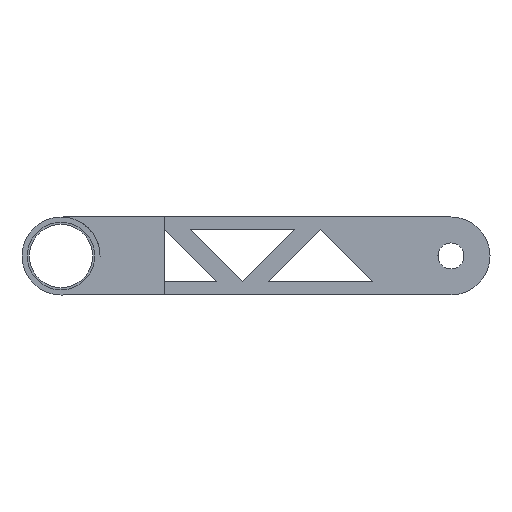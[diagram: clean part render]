
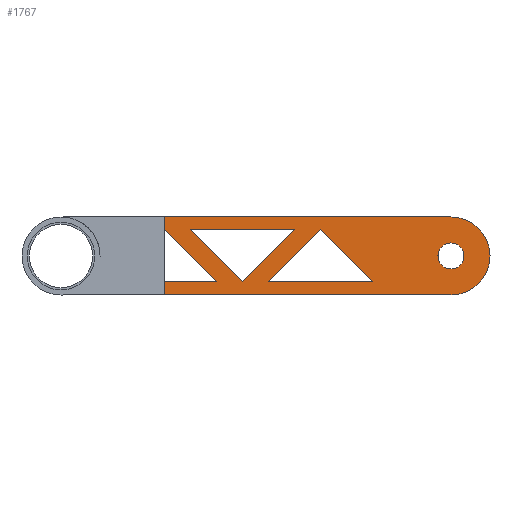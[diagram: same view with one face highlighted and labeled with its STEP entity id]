
A CAD part, left-side view. The second image highlights one B-rep face of the part: STEP entity #1767.
In plain terms, the highlighted planar face has unit normal (-1, 0, 0).
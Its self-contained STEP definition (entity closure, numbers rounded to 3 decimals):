
#6 = VERTEX_POINT ( 'NONE', #2003 ) ;
#8 = DIRECTION ( 'NONE',  ( 0., 0., -1. ) ) ;
#16 = VERTEX_POINT ( 'NONE', #171 ) ;
#48 = EDGE_CURVE ( 'NONE', #6, #2074, #1752, .T. ) ;
#60 = EDGE_CURVE ( 'NONE', #2074, #16, #154, .T. ) ;
#118 = CARTESIAN_POINT ( 'NONE',  ( 0., 35., 35. ) ) ;
#154 = CIRCLE ( 'NONE', #1530, 15. ) ;
#155 = EDGE_CURVE ( 'NONE', #1154, #2061, #1910, .T. ) ;
#171 = CARTESIAN_POINT ( 'NONE',  ( 0., 0., -15. ) ) ;
#193 = LINE ( 'NONE', #872, #196 ) ;
#196 = VECTOR ( 'NONE', #1375, 1000. ) ;
#236 = ORIENTED_EDGE ( 'NONE', *, *, #48, .F. ) ;
#240 = CARTESIAN_POINT ( 'NONE',  ( 0., 0., 15. ) ) ;
#263 = LINE ( 'NONE', #118, #1499 ) ;
#264 = CARTESIAN_POINT ( 'NONE',  ( 0., 0., 15. ) ) ;
#277 = PLANE ( 'NONE',  #1751 ) ;
#284 = CARTESIAN_POINT ( 'NONE',  ( 0., 50., -50. ) ) ;
#302 = LINE ( 'NONE', #1280, #1733 ) ;
#305 = DIRECTION ( 'NONE',  ( 1., 0., 0. ) ) ;
#307 = DIRECTION ( 'NONE',  ( 0., 0., -1. ) ) ;
#338 = VECTOR ( 'NONE', #1480, 1000. ) ;
#357 = DIRECTION ( 'NONE',  ( 0., -0.707, -0.707 ) ) ;
#374 = CARTESIAN_POINT ( 'NONE',  ( 0., 30., -10. ) ) ;
#392 = DIRECTION ( 'NONE',  ( 0., -1., 0. ) ) ;
#407 = ORIENTED_EDGE ( 'NONE', *, *, #1520, .T. ) ;
#419 = ORIENTED_EDGE ( 'NONE', *, *, #1344, .F. ) ;
#442 = CARTESIAN_POINT ( 'NONE',  ( 0., 90., -10. ) ) ;
#462 = VERTEX_POINT ( 'NONE', #2005 ) ;
#480 = VERTEX_POINT ( 'NONE', #841 ) ;
#491 = FACE_BOUND ( 'NONE', #1843, .T. ) ;
#534 = EDGE_CURVE ( 'NONE', #1257, #1838, #631, .T. ) ;
#560 = CARTESIAN_POINT ( 'NONE',  ( 0., 0., -10. ) ) ;
#585 = LINE ( 'NONE', #284, #1180 ) ;
#605 = ORIENTED_EDGE ( 'NONE', *, *, #1212, .F. ) ;
#616 = DIRECTION ( 'NONE',  ( 0., -1., 0. ) ) ;
#624 = DIRECTION ( 'NONE',  ( 0., 0.707, -0.707 ) ) ;
#631 = LINE ( 'NONE', #1820, #2161 ) ;
#736 = EDGE_LOOP ( 'NONE', ( #1653, #987 ) ) ;
#746 = DIRECTION ( 'NONE',  ( 1., 0., 0. ) ) ;
#750 = VECTOR ( 'NONE', #1041, 1000. ) ;
#760 = EDGE_CURVE ( 'NONE', #1055, #1082, #263, .T. ) ;
#814 = CARTESIAN_POINT ( 'NONE',  ( 0., 0., 0. ) ) ;
#832 = LINE ( 'NONE', #1131, #2165 ) ;
#840 = EDGE_CURVE ( 'NONE', #1645, #462, #832, .T. ) ;
#841 = CARTESIAN_POINT ( 'NONE',  ( 0., 100., 10. ) ) ;
#849 = DIRECTION ( 'NONE',  ( 1., 0., 0. ) ) ;
#852 = DIRECTION ( 'NONE',  ( 1., 0., 0. ) ) ;
#856 = ORIENTED_EDGE ( 'NONE', *, *, #1809, .T. ) ;
#872 = CARTESIAN_POINT ( 'NONE',  ( 0., 110., 0. ) ) ;
#915 = CARTESIAN_POINT ( 'NONE',  ( 0., 0., 0. ) ) ;
#987 = ORIENTED_EDGE ( 'NONE', *, *, #1105, .T. ) ;
#1041 = DIRECTION ( 'NONE',  ( 0., 0., 1. ) ) ;
#1055 = VERTEX_POINT ( 'NONE', #1158 ) ;
#1073 = VERTEX_POINT ( 'NONE', #2029 ) ;
#1082 = VERTEX_POINT ( 'NONE', #1502 ) ;
#1089 = DIRECTION ( 'NONE',  ( 0., 1., 0. ) ) ;
#1105 = EDGE_CURVE ( 'NONE', #2061, #1154, #1846, .T. ) ;
#1117 = ORIENTED_EDGE ( 'NONE', *, *, #60, .F. ) ;
#1131 = CARTESIAN_POINT ( 'NONE',  ( 0., 30., 30. ) ) ;
#1138 = CARTESIAN_POINT ( 'NONE',  ( 0., 0., 10. ) ) ;
#1152 = FACE_OUTER_BOUND ( 'NONE', #1845, .T. ) ;
#1154 = VERTEX_POINT ( 'NONE', #1687 ) ;
#1155 = DIRECTION ( 'NONE',  ( 0., -1., 0. ) ) ;
#1158 = CARTESIAN_POINT ( 'NONE',  ( 0., 60., 10. ) ) ;
#1162 = CARTESIAN_POINT ( 'NONE',  ( 0., 110., 0. ) ) ;
#1165 = LINE ( 'NONE', #1138, #1481 ) ;
#1170 = EDGE_CURVE ( 'NONE', #1082, #480, #1320, .T. ) ;
#1177 = LINE ( 'NONE', #1196, #1785 ) ;
#1180 = VECTOR ( 'NONE', #1597, 1000. ) ;
#1194 = LINE ( 'NONE', #1162, #750 ) ;
#1196 = CARTESIAN_POINT ( 'NONE',  ( 0., 20., -20. ) ) ;
#1212 = EDGE_CURVE ( 'NONE', #1552, #1257, #193, .T. ) ;
#1257 = VERTEX_POINT ( 'NONE', #1598 ) ;
#1280 = CARTESIAN_POINT ( 'NONE',  ( 0., 0., -15. ) ) ;
#1285 = CARTESIAN_POINT ( 'NONE',  ( 0., 0., 0. ) ) ;
#1308 = ORIENTED_EDGE ( 'NONE', *, *, #760, .T. ) ;
#1320 = LINE ( 'NONE', #1522, #338 ) ;
#1332 = CARTESIAN_POINT ( 'NONE',  ( 0., 0., 0. ) ) ;
#1344 = EDGE_CURVE ( 'NONE', #1073, #6, #1194, .T. ) ;
#1369 = ORIENTED_EDGE ( 'NONE', *, *, #534, .F. ) ;
#1375 = DIRECTION ( 'NONE',  ( 0., 0., 1. ) ) ;
#1384 = EDGE_CURVE ( 'NONE', #1645, #2033, #2071, .T. ) ;
#1390 = CARTESIAN_POINT ( 'NONE',  ( 0., 0., -5. ) ) ;
#1464 = AXIS2_PLACEMENT_3D ( 'NONE', #1332, #852, #1799 ) ;
#1480 = DIRECTION ( 'NONE',  ( 0., 0.707, 0.707 ) ) ;
#1481 = VECTOR ( 'NONE', #616, 1000. ) ;
#1486 = EDGE_LOOP ( 'NONE', ( #1308, #1554, #856 ) ) ;
#1497 = ORIENTED_EDGE ( 'NONE', *, *, #1384, .F. ) ;
#1499 = VECTOR ( 'NONE', #624, 1000. ) ;
#1501 = EDGE_CURVE ( 'NONE', #16, #1552, #302, .T. ) ;
#1502 = CARTESIAN_POINT ( 'NONE',  ( 0., 80., -10. ) ) ;
#1520 = EDGE_CURVE ( 'NONE', #1073, #1838, #585, .T. ) ;
#1522 = CARTESIAN_POINT ( 'NONE',  ( 0., 45., -45. ) ) ;
#1530 = AXIS2_PLACEMENT_3D ( 'NONE', #915, #746, #307 ) ;
#1552 = VERTEX_POINT ( 'NONE', #2117 ) ;
#1554 = ORIENTED_EDGE ( 'NONE', *, *, #1170, .T. ) ;
#1597 = DIRECTION ( 'NONE',  ( 0., -0.707, -0.707 ) ) ;
#1598 = CARTESIAN_POINT ( 'NONE',  ( 0., 110., -10. ) ) ;
#1645 = VERTEX_POINT ( 'NONE', #2072 ) ;
#1653 = ORIENTED_EDGE ( 'NONE', *, *, #155, .T. ) ;
#1657 = ORIENTED_EDGE ( 'NONE', *, *, #840, .T. ) ;
#1687 = CARTESIAN_POINT ( 'NONE',  ( 0., 0., 5. ) ) ;
#1733 = VECTOR ( 'NONE', #1089, 1000. ) ;
#1734 = DIRECTION ( 'NONE',  ( 0., -1., 0. ) ) ;
#1751 = AXIS2_PLACEMENT_3D ( 'NONE', #814, #305, #2136 ) ;
#1752 = LINE ( 'NONE', #240, #2038 ) ;
#1767 = ADVANCED_FACE ( 'NONE', ( #491, #1953, #1975, #1152 ), #277, .F. ) ;
#1785 = VECTOR ( 'NONE', #357, 1000. ) ;
#1799 = DIRECTION ( 'NONE',  ( 0., 0., -1. ) ) ;
#1800 = AXIS2_PLACEMENT_3D ( 'NONE', #1285, #849, #8 ) ;
#1805 = ORIENTED_EDGE ( 'NONE', *, *, #1501, .F. ) ;
#1809 = EDGE_CURVE ( 'NONE', #480, #1055, #1165, .T. ) ;
#1820 = CARTESIAN_POINT ( 'NONE',  ( 0., 0., -10. ) ) ;
#1838 = VERTEX_POINT ( 'NONE', #442 ) ;
#1843 = EDGE_LOOP ( 'NONE', ( #1497, #1657, #2137 ) ) ;
#1845 = EDGE_LOOP ( 'NONE', ( #605, #1805, #1117, #236, #419, #407, #1369 ) ) ;
#1846 = CIRCLE ( 'NONE', #1464, 5. ) ;
#1910 = CIRCLE ( 'NONE', #1800, 5. ) ;
#1953 = FACE_BOUND ( 'NONE', #736, .T. ) ;
#1974 = EDGE_CURVE ( 'NONE', #462, #2033, #1177, .T. ) ;
#1975 = FACE_BOUND ( 'NONE', #1486, .T. ) ;
#1980 = VECTOR ( 'NONE', #392, 1000. ) ;
#1995 = DIRECTION ( 'NONE',  ( 0., -0.707, 0.707 ) ) ;
#2003 = CARTESIAN_POINT ( 'NONE',  ( 0., 110., 15. ) ) ;
#2005 = CARTESIAN_POINT ( 'NONE',  ( 0., 50., 10. ) ) ;
#2029 = CARTESIAN_POINT ( 'NONE',  ( 0., 110., 10. ) ) ;
#2033 = VERTEX_POINT ( 'NONE', #374 ) ;
#2038 = VECTOR ( 'NONE', #1734, 1000. ) ;
#2061 = VERTEX_POINT ( 'NONE', #1390 ) ;
#2071 = LINE ( 'NONE', #560, #1980 ) ;
#2072 = CARTESIAN_POINT ( 'NONE',  ( 0., 70., -10. ) ) ;
#2074 = VERTEX_POINT ( 'NONE', #264 ) ;
#2117 = CARTESIAN_POINT ( 'NONE',  ( 0., 110., -15. ) ) ;
#2136 = DIRECTION ( 'NONE',  ( 0., 0., -1. ) ) ;
#2137 = ORIENTED_EDGE ( 'NONE', *, *, #1974, .T. ) ;
#2161 = VECTOR ( 'NONE', #1155, 1000. ) ;
#2165 = VECTOR ( 'NONE', #1995, 1000. ) ;
